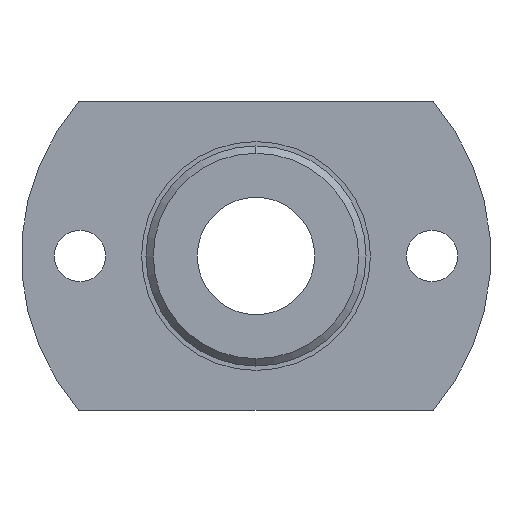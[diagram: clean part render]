
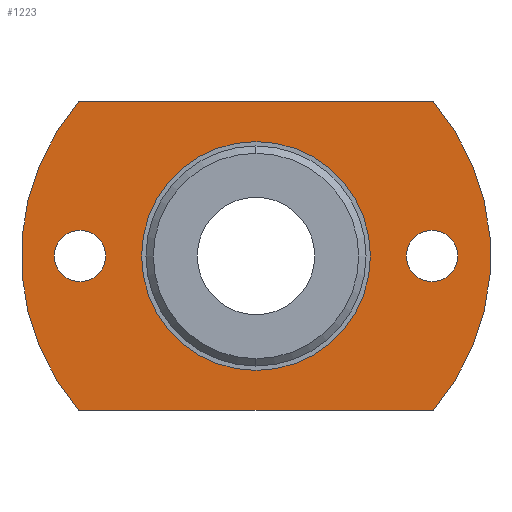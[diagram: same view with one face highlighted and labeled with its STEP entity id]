
A CAD part, left-side view. The second image highlights one B-rep face of the part: STEP entity #1223.
In plain terms, the highlighted planar face has unit normal (-1, 0, 0).
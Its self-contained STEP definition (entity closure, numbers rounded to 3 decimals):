
#12 = FACE_OUTER_BOUND ( 'NONE', #1002, .T. ) ;
#15 = FACE_BOUND ( 'NONE', #976, .T. ) ;
#23 = FACE_BOUND ( 'NONE', #977, .T. ) ;
#40 = FACE_BOUND ( 'NONE', #935, .T. ) ;
#73 = DIRECTION ( 'NONE',  ( 0., 0., -1. ) ) ;
#74 = DIRECTION ( 'NONE',  ( 1., 0., 0. ) ) ;
#78 = CARTESIAN_POINT ( 'NONE',  ( 0., 12., 0. ) ) ;
#111 = DIRECTION ( 'NONE',  ( 0., 0., -1. ) ) ;
#112 = DIRECTION ( 'NONE',  ( 1., 0., 0. ) ) ;
#113 = CARTESIAN_POINT ( 'NONE',  ( 0., 7.5, 0. ) ) ;
#114 = PLANE ( 'NONE',  #211 ) ;
#161 = DIRECTION ( 'NONE',  ( 0., 0., -1. ) ) ;
#162 = DIRECTION ( 'NONE',  ( 1., 0., 0. ) ) ;
#169 = CARTESIAN_POINT ( 'NONE',  ( 0., -12., 0. ) ) ;
#207 = AXIS2_PLACEMENT_3D ( 'NONE', #78, #74, #73 ) ;
#211 = AXIS2_PLACEMENT_3D ( 'NONE', #113, #112, #111 ) ;
#224 = AXIS2_PLACEMENT_3D ( 'NONE', #169, #162, #161 ) ;
#257 = EDGE_CURVE ( 'NONE', #789, #667, #441, .T. ) ;
#260 = EDGE_CURVE ( 'NONE', #748, #737, #508, .T. ) ;
#384 = VECTOR ( 'NONE', #1100, 1000. ) ;
#389 = LINE ( 'NONE', #1111, #384 ) ;
#434 = CIRCLE ( 'NONE', #619, 16. ) ;
#441 = CIRCLE ( 'NONE', #644, 7.8 ) ;
#450 = CIRCLE ( 'NONE', #631, 1.75 ) ;
#469 = CIRCLE ( 'NONE', #630, 1.75 ) ;
#508 = CIRCLE ( 'NONE', #642, 16. ) ;
#547 = VECTOR ( 'NONE', #1154, 1000. ) ;
#548 = LINE ( 'NONE', #1155, #547 ) ;
#554 = CIRCLE ( 'NONE', #627, 7.8 ) ;
#574 = ORIENTED_EDGE ( 'NONE', *, *, #857, .T. ) ;
#619 = AXIS2_PLACEMENT_3D ( 'NONE', #1133, #1132, #1131 ) ;
#627 = AXIS2_PLACEMENT_3D ( 'NONE', #1096, #1182, #1181 ) ;
#630 = AXIS2_PLACEMENT_3D ( 'NONE', #1167, #1165, #1164 ) ;
#631 = AXIS2_PLACEMENT_3D ( 'NONE', #1183, #1175, #1172 ) ;
#642 = AXIS2_PLACEMENT_3D ( 'NONE', #693, #694, #695 ) ;
#644 = AXIS2_PLACEMENT_3D ( 'NONE', #685, #686, #687 ) ;
#667 = VERTEX_POINT ( 'NONE', #825 ) ;
#670 = VERTEX_POINT ( 'NONE', #824 ) ;
#685 = CARTESIAN_POINT ( 'NONE',  ( 0., 0., 0. ) ) ;
#686 = DIRECTION ( 'NONE',  ( 1., 0., 0. ) ) ;
#687 = DIRECTION ( 'NONE',  ( 0., 0., -1. ) ) ;
#693 = CARTESIAN_POINT ( 'NONE',  ( 0., 0., 0. ) ) ;
#694 = DIRECTION ( 'NONE',  ( -1., 0., 0. ) ) ;
#695 = DIRECTION ( 'NONE',  ( 0., 0., 1. ) ) ;
#725 = VERTEX_POINT ( 'NONE', #811 ) ;
#726 = VERTEX_POINT ( 'NONE', #809 ) ;
#731 = CARTESIAN_POINT ( 'NONE',  ( 0., -12.073, -10.5 ) ) ;
#737 = VERTEX_POINT ( 'NONE', #782 ) ;
#748 = VERTEX_POINT ( 'NONE', #731 ) ;
#757 = VERTEX_POINT ( 'NONE', #1084 ) ;
#764 = VERTEX_POINT ( 'NONE', #1169 ) ;
#772 = VERTEX_POINT ( 'NONE', #1150 ) ;
#782 = CARTESIAN_POINT ( 'NONE',  ( 0., -12.073, 10.5 ) ) ;
#789 = VERTEX_POINT ( 'NONE', #1126 ) ;
#809 = CARTESIAN_POINT ( 'NONE',  ( 0., 12., -1.75 ) ) ;
#811 = CARTESIAN_POINT ( 'NONE',  ( 0., -12., -1.75 ) ) ;
#824 = CARTESIAN_POINT ( 'NONE',  ( 0., -12., 1.75 ) ) ;
#825 = CARTESIAN_POINT ( 'NONE',  ( 0., 0., -7.8 ) ) ;
#850 = EDGE_CURVE ( 'NONE', #667, #789, #554, .T. ) ;
#853 = EDGE_CURVE ( 'NONE', #725, #670, #450, .T. ) ;
#855 = EDGE_CURVE ( 'NONE', #726, #764, #469, .T. ) ;
#857 = EDGE_CURVE ( 'NONE', #772, #748, #548, .T. ) ;
#863 = EDGE_CURVE ( 'NONE', #757, #772, #434, .T. ) ;
#874 = EDGE_CURVE ( 'NONE', #737, #757, #389, .T. ) ;
#898 = ORIENTED_EDGE ( 'NONE', *, *, #1236, .T. ) ;
#899 = ORIENTED_EDGE ( 'NONE', *, *, #853, .T. ) ;
#900 = ORIENTED_EDGE ( 'NONE', *, *, #1247, .T. ) ;
#917 = ORIENTED_EDGE ( 'NONE', *, *, #855, .T. ) ;
#925 = ORIENTED_EDGE ( 'NONE', *, *, #850, .T. ) ;
#926 = ORIENTED_EDGE ( 'NONE', *, *, #257, .T. ) ;
#927 = ORIENTED_EDGE ( 'NONE', *, *, #260, .T. ) ;
#928 = ORIENTED_EDGE ( 'NONE', *, *, #874, .T. ) ;
#929 = ORIENTED_EDGE ( 'NONE', *, *, #863, .T. ) ;
#935 = EDGE_LOOP ( 'NONE', ( #917, #898 ) ) ;
#976 = EDGE_LOOP ( 'NONE', ( #925, #926 ) ) ;
#977 = EDGE_LOOP ( 'NONE', ( #899, #900 ) ) ;
#1002 = EDGE_LOOP ( 'NONE', ( #927, #928, #929, #574 ) ) ;
#1029 = CIRCLE ( 'NONE', #224, 1.75 ) ;
#1048 = CIRCLE ( 'NONE', #207, 1.75 ) ;
#1084 = CARTESIAN_POINT ( 'NONE',  ( 0., 12.073, 10.5 ) ) ;
#1096 = CARTESIAN_POINT ( 'NONE',  ( 0., 0., 0. ) ) ;
#1100 = DIRECTION ( 'NONE',  ( 0., 1., 0. ) ) ;
#1111 = CARTESIAN_POINT ( 'NONE',  ( 0., 7.5, 10.5 ) ) ;
#1126 = CARTESIAN_POINT ( 'NONE',  ( 0., 0., 7.8 ) ) ;
#1131 = DIRECTION ( 'NONE',  ( 0., 0., 1. ) ) ;
#1132 = DIRECTION ( 'NONE',  ( -1., 0., 0. ) ) ;
#1133 = CARTESIAN_POINT ( 'NONE',  ( 0., 0., 0. ) ) ;
#1150 = CARTESIAN_POINT ( 'NONE',  ( 0., 12.073, -10.5 ) ) ;
#1154 = DIRECTION ( 'NONE',  ( 0., -1., 0. ) ) ;
#1155 = CARTESIAN_POINT ( 'NONE',  ( 0., 7.5, -10.5 ) ) ;
#1164 = DIRECTION ( 'NONE',  ( 0., 0., -1. ) ) ;
#1165 = DIRECTION ( 'NONE',  ( 1., 0., 0. ) ) ;
#1167 = CARTESIAN_POINT ( 'NONE',  ( 0., 12., 0. ) ) ;
#1169 = CARTESIAN_POINT ( 'NONE',  ( 0., 12., 1.75 ) ) ;
#1172 = DIRECTION ( 'NONE',  ( 0., 0., -1. ) ) ;
#1175 = DIRECTION ( 'NONE',  ( 1., 0., 0. ) ) ;
#1181 = DIRECTION ( 'NONE',  ( 0., 0., -1. ) ) ;
#1182 = DIRECTION ( 'NONE',  ( 1., 0., 0. ) ) ;
#1183 = CARTESIAN_POINT ( 'NONE',  ( 0., -12., 0. ) ) ;
#1223 = ADVANCED_FACE ( 'NONE', ( #40, #23, #15, #12 ), #114, .F. ) ;
#1236 = EDGE_CURVE ( 'NONE', #764, #726, #1048, .T. ) ;
#1247 = EDGE_CURVE ( 'NONE', #670, #725, #1029, .T. ) ;
